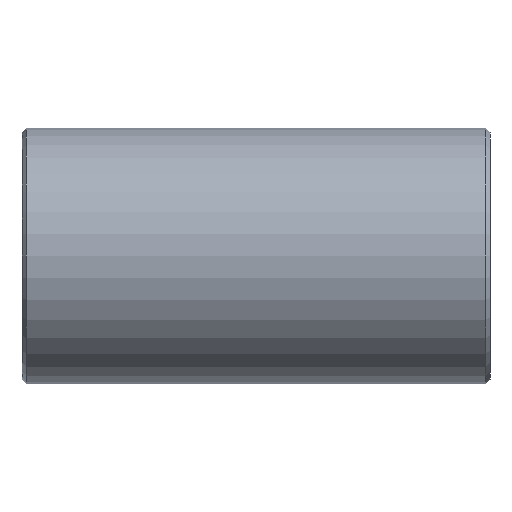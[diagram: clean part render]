
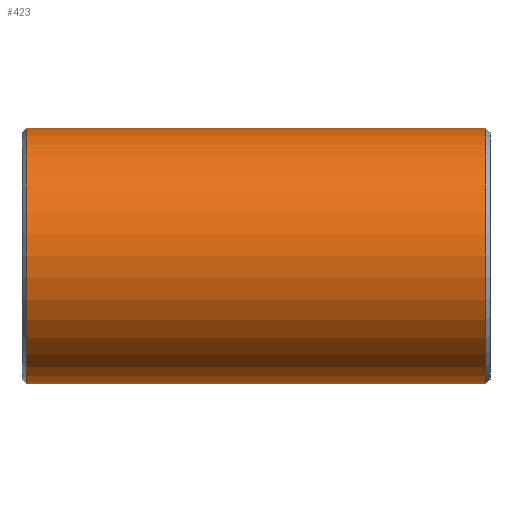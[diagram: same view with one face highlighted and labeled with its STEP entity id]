
A CAD part, front view. The second image highlights one B-rep face of the part: STEP entity #423.
In plain terms, the highlighted cylindrical face has radius 57.15 mm (diameter 114.3 mm), a partial arc.
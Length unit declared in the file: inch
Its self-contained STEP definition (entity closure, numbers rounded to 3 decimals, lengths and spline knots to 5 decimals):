
#43 = LINE ( 'NONE', #211, #543 ) ;
#71 = ORIENTED_EDGE ( 'NONE', *, *, #270, .F. ) ;
#72 = CARTESIAN_POINT ( 'NONE',  ( -4.041, 0., 2.25 ) ) ;
#92 = DIRECTION ( 'NONE',  ( 0., 0., 1. ) ) ;
#105 = FACE_OUTER_BOUND ( 'NONE', #789, .T. ) ;
#106 = CARTESIAN_POINT ( 'NONE',  ( 4.12, 0., -2.25 ) ) ;
#112 = CIRCLE ( 'NONE', #515, 2.25 ) ;
#159 = CARTESIAN_POINT ( 'NONE',  ( 4.041, 0., 2.25 ) ) ;
#177 = AXIS2_PLACEMENT_3D ( 'NONE', #700, #762, #201 ) ;
#201 = DIRECTION ( 'NONE',  ( 0., 0., 1. ) ) ;
#211 = CARTESIAN_POINT ( 'NONE',  ( 4.12, 0., 2.25 ) ) ;
#230 = DIRECTION ( 'NONE',  ( -1., 0., 0. ) ) ;
#270 = EDGE_CURVE ( 'NONE', #686, #365, #402, .T. ) ;
#279 = CARTESIAN_POINT ( 'NONE',  ( -4.041, 0., -2.25 ) ) ;
#287 = CARTESIAN_POINT ( 'NONE',  ( 4.12, 0., 0. ) ) ;
#292 = ORIENTED_EDGE ( 'NONE', *, *, #383, .T. ) ;
#328 = DIRECTION ( 'NONE',  ( -1., 0., 0. ) ) ;
#349 = EDGE_CURVE ( 'NONE', #591, #365, #465, .T. ) ;
#365 = VERTEX_POINT ( 'NONE', #279 ) ;
#383 = EDGE_CURVE ( 'NONE', #714, #591, #43, .T. ) ;
#400 = CARTESIAN_POINT ( 'NONE',  ( 4.041, 0., -2.25 ) ) ;
#402 = LINE ( 'NONE', #106, #492 ) ;
#423 = ADVANCED_FACE ( 'NONE', ( #105 ), #657, .T. ) ;
#465 = CIRCLE ( 'NONE', #177, 2.25 ) ;
#467 = DIRECTION ( 'NONE',  ( 0., 0., -1. ) ) ;
#471 = EDGE_CURVE ( 'NONE', #686, #714, #112, .T. ) ;
#492 = VECTOR ( 'NONE', #518, 39.37008 ) ;
#515 = AXIS2_PLACEMENT_3D ( 'NONE', #525, #785, #467 ) ;
#518 = DIRECTION ( 'NONE',  ( -1., 0., 0. ) ) ;
#523 = ORIENTED_EDGE ( 'NONE', *, *, #471, .T. ) ;
#525 = CARTESIAN_POINT ( 'NONE',  ( 4.041, 0., 0. ) ) ;
#543 = VECTOR ( 'NONE', #230, 39.37008 ) ;
#558 = AXIS2_PLACEMENT_3D ( 'NONE', #287, #328, #92 ) ;
#591 = VERTEX_POINT ( 'NONE', #72 ) ;
#657 = CYLINDRICAL_SURFACE ( 'NONE', #558, 2.25 ) ;
#686 = VERTEX_POINT ( 'NONE', #400 ) ;
#700 = CARTESIAN_POINT ( 'NONE',  ( -4.041, 0., 0. ) ) ;
#714 = VERTEX_POINT ( 'NONE', #159 ) ;
#753 = ORIENTED_EDGE ( 'NONE', *, *, #349, .T. ) ;
#762 = DIRECTION ( 'NONE',  ( 1., 0., 0. ) ) ;
#785 = DIRECTION ( 'NONE',  ( -1., 0., 0. ) ) ;
#789 = EDGE_LOOP ( 'NONE', ( #71, #523, #292, #753 ) ) ;
